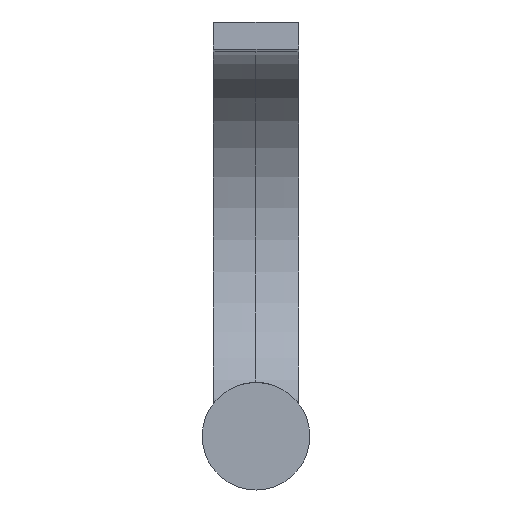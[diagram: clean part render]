
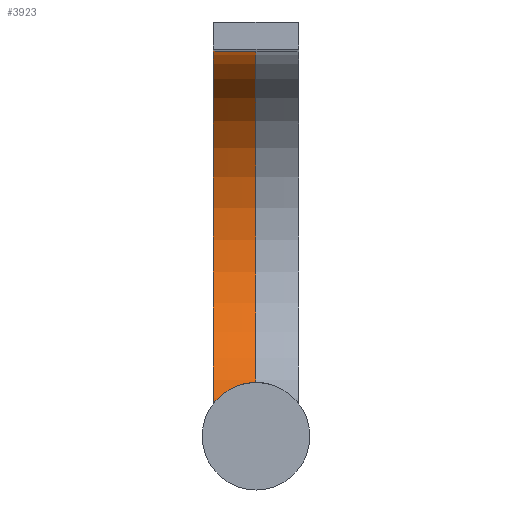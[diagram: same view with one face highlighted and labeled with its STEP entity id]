
A CAD part, front view. The second image highlights one B-rep face of the part: STEP entity #3923.
In plain terms, the highlighted toroidal (fillet/blend) face has major radius 1076.35 mm and minor radius 1000 mm.
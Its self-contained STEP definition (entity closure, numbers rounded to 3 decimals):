
#543 = VERTEX_POINT ( 'NONE', #6106 ) ;
#764 = CARTESIAN_POINT ( 'NONE',  ( 5.653, 117.347, 0. ) ) ;
#1031 = ORIENTED_EDGE ( 'NONE', *, *, #3736, .T. ) ;
#1040 = EDGE_CURVE ( 'NONE', #1587, #8759, #2709, .T. ) ;
#1210 = EDGE_LOOP ( 'NONE', ( #3888, #1031, #6157, #5232 ) ) ;
#1509 = CIRCLE ( 'NONE', #6652, 76.347 ) ;
#1587 = VERTEX_POINT ( 'NONE', #6272 ) ;
#1930 = VERTEX_POINT ( 'NONE', #764 ) ;
#2709 = CIRCLE ( 'NONE', #7436, 1000. ) ;
#2819 = AXIS2_PLACEMENT_3D ( 'NONE', #3793, #6570, #4437 ) ;
#3006 = AXIS2_PLACEMENT_3D ( 'NONE', #7944, #7129, #7073 ) ;
#3265 = CARTESIAN_POINT ( 'NONE',  ( -994.347, 117.347, 0. ) ) ;
#3304 = AXIS2_PLACEMENT_3D ( 'NONE', #3265, #4695, #6789 ) ;
#3736 = EDGE_CURVE ( 'NONE', #1930, #8759, #1509, .T. ) ;
#3793 = CARTESIAN_POINT ( 'NONE',  ( 82., 117.347, 0. ) ) ;
#3888 = ORIENTED_EDGE ( 'NONE', *, *, #7506, .T. ) ;
#3923 = ADVANCED_FACE ( 'NONE', ( #7357 ), #8424, .T. ) ;
#4437 = DIRECTION ( 'NONE',  ( -1., 0., 0. ) ) ;
#4695 = DIRECTION ( 'NONE',  ( 0., 1., 0. ) ) ;
#5123 = CARTESIAN_POINT ( 'NONE',  ( 1157.691, 154.911, 0. ) ) ;
#5232 = ORIENTED_EDGE ( 'NONE', *, *, #7623, .F. ) ;
#5664 = CIRCLE ( 'NONE', #3304, 1000. ) ;
#6106 = CARTESIAN_POINT ( 'NONE',  ( 5.5, 117.347, 17.5 ) ) ;
#6157 = ORIENTED_EDGE ( 'NONE', *, *, #1040, .F. ) ;
#6161 = CARTESIAN_POINT ( 'NONE',  ( 82., 117.347, 0. ) ) ;
#6272 = CARTESIAN_POINT ( 'NONE',  ( 158.453, 120.017, 17.5 ) ) ;
#6570 = DIRECTION ( 'NONE',  ( 0., 0., -1. ) ) ;
#6652 = AXIS2_PLACEMENT_3D ( 'NONE', #6161, #6860, #8374 ) ;
#6789 = DIRECTION ( 'NONE',  ( 0., 0., -1. ) ) ;
#6860 = DIRECTION ( 'NONE',  ( 0., 0., -1. ) ) ;
#7073 = DIRECTION ( 'NONE',  ( -1., 0., 0. ) ) ;
#7129 = DIRECTION ( 'NONE',  ( 0., 0., -1. ) ) ;
#7357 = FACE_OUTER_BOUND ( 'NONE', #1210, .T. ) ;
#7436 = AXIS2_PLACEMENT_3D ( 'NONE', #5123, #7938, #8631 ) ;
#7506 = EDGE_CURVE ( 'NONE', #543, #1930, #5664, .T. ) ;
#7623 = EDGE_CURVE ( 'NONE', #543, #1587, #8470, .T. ) ;
#7938 = DIRECTION ( 'NONE',  ( 0.035, -0.999, 0. ) ) ;
#7944 = CARTESIAN_POINT ( 'NONE',  ( 82., 117.347, 17.5 ) ) ;
#8293 = CARTESIAN_POINT ( 'NONE',  ( 158.3, 120.011, 0. ) ) ;
#8374 = DIRECTION ( 'NONE',  ( -1., 0., 0. ) ) ;
#8424 = TOROIDAL_SURFACE ( 'NONE', #2819, 1076.347, 1000. ) ;
#8470 = CIRCLE ( 'NONE', #3006, 76.5 ) ;
#8631 = DIRECTION ( 'NONE',  ( 0., 0., -1. ) ) ;
#8759 = VERTEX_POINT ( 'NONE', #8293 ) ;
